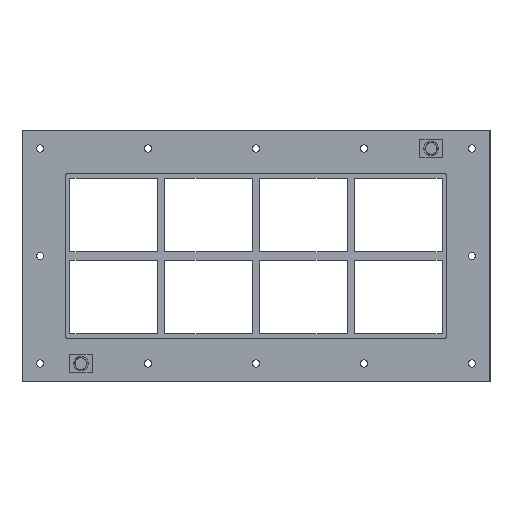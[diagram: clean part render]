
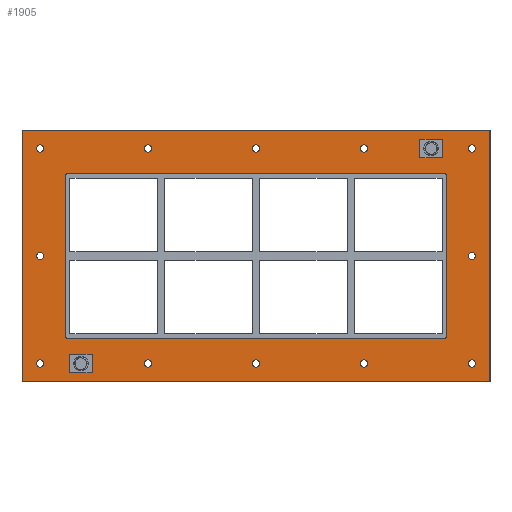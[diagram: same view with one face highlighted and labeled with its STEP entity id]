
A CAD part, front view. The second image highlights one B-rep face of the part: STEP entity #1905.
In plain terms, the highlighted planar face has unit normal (0, -1, 0).
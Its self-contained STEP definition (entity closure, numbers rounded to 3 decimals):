
#84=CARTESIAN_POINT('',(-292.,0.0,-148.0));
#85=VERTEX_POINT('',#84);
#86=CARTESIAN_POINT('',(-297.,0.0,-148.0));
#87=DIRECTION('',(0.0,1.0,0.0));
#88=DIRECTION('',(1.0,0.0,0.0));
#89=AXIS2_PLACEMENT_3D('',#86,#87,#88);
#90=CIRCLE('',#89,5.0);
#91=EDGE_CURVE('',#85,#85,#90,.T.);
#112=CARTESIAN_POINT('',(302.,0.0,0.0));
#113=VERTEX_POINT('',#112);
#114=CARTESIAN_POINT('',(297.,0.0,0.0));
#115=DIRECTION('',(0.0,1.0,0.0));
#116=DIRECTION('',(1.0,0.0,0.0));
#117=AXIS2_PLACEMENT_3D('',#114,#115,#116);
#118=CIRCLE('',#117,5.0);
#119=EDGE_CURVE('',#113,#113,#118,.T.);
#140=CARTESIAN_POINT('',(-292.,0.0,0.0));
#141=VERTEX_POINT('',#140);
#142=CARTESIAN_POINT('',(-297.,0.0,0.0));
#143=DIRECTION('',(0.0,1.0,0.0));
#144=DIRECTION('',(1.0,0.0,0.0));
#145=AXIS2_PLACEMENT_3D('',#142,#143,#144);
#146=CIRCLE('',#145,5.0);
#147=EDGE_CURVE('',#141,#141,#146,.T.);
#168=CARTESIAN_POINT('',(-143.5,0.0,148.0));
#169=VERTEX_POINT('',#168);
#170=CARTESIAN_POINT('',(-148.5,0.0,148.0));
#171=DIRECTION('',(0.0,1.0,0.0));
#172=DIRECTION('',(1.0,0.0,0.0));
#173=AXIS2_PLACEMENT_3D('',#170,#171,#172);
#174=CIRCLE('',#173,5.0);
#175=EDGE_CURVE('',#169,#169,#174,.T.);
#196=CARTESIAN_POINT('',(-143.5,0.0,-148.0));
#197=VERTEX_POINT('',#196);
#198=CARTESIAN_POINT('',(-148.5,0.0,-148.0));
#199=DIRECTION('',(0.0,1.0,0.0));
#200=DIRECTION('',(1.0,0.0,0.0));
#201=AXIS2_PLACEMENT_3D('',#198,#199,#200);
#202=CIRCLE('',#201,5.0);
#203=EDGE_CURVE('',#197,#197,#202,.T.);
#224=CARTESIAN_POINT('',(5.,0.0,148.0));
#225=VERTEX_POINT('',#224);
#226=CARTESIAN_POINT('',(0.,0.0,148.0));
#227=DIRECTION('',(0.0,1.0,0.0));
#228=DIRECTION('',(1.0,0.0,0.0));
#229=AXIS2_PLACEMENT_3D('',#226,#227,#228);
#230=CIRCLE('',#229,5.0);
#231=EDGE_CURVE('',#225,#225,#230,.T.);
#252=CARTESIAN_POINT('',(5.,0.0,-148.0));
#253=VERTEX_POINT('',#252);
#254=CARTESIAN_POINT('',(0.,0.0,-148.0));
#255=DIRECTION('',(0.0,1.0,0.0));
#256=DIRECTION('',(1.0,0.0,0.0));
#257=AXIS2_PLACEMENT_3D('',#254,#255,#256);
#258=CIRCLE('',#257,5.0);
#259=EDGE_CURVE('',#253,#253,#258,.T.);
#280=CARTESIAN_POINT('',(153.5,0.0,148.0));
#281=VERTEX_POINT('',#280);
#282=CARTESIAN_POINT('',(148.5,0.0,148.0));
#283=DIRECTION('',(0.0,1.0,0.0));
#284=DIRECTION('',(1.0,0.0,0.0));
#285=AXIS2_PLACEMENT_3D('',#282,#283,#284);
#286=CIRCLE('',#285,5.0);
#287=EDGE_CURVE('',#281,#281,#286,.T.);
#308=CARTESIAN_POINT('',(153.5,0.0,-148.0));
#309=VERTEX_POINT('',#308);
#310=CARTESIAN_POINT('',(148.5,0.0,-148.0));
#311=DIRECTION('',(0.0,1.0,0.0));
#312=DIRECTION('',(1.0,0.0,0.0));
#313=AXIS2_PLACEMENT_3D('',#310,#311,#312);
#314=CIRCLE('',#313,5.0);
#315=EDGE_CURVE('',#309,#309,#314,.T.);
#336=CARTESIAN_POINT('',(302.,0.0,-148.0));
#337=VERTEX_POINT('',#336);
#338=CARTESIAN_POINT('',(297.,0.0,-148.0));
#339=DIRECTION('',(0.0,1.0,0.0));
#340=DIRECTION('',(1.0,0.0,0.0));
#341=AXIS2_PLACEMENT_3D('',#338,#339,#340);
#342=CIRCLE('',#341,5.0);
#343=EDGE_CURVE('',#337,#337,#342,.T.);
#364=CARTESIAN_POINT('',(-292.,0.0,148.0));
#365=VERTEX_POINT('',#364);
#366=CARTESIAN_POINT('',(-297.,0.0,148.0));
#367=DIRECTION('',(0.0,1.0,0.0));
#368=DIRECTION('',(1.0,0.0,0.0));
#369=AXIS2_PLACEMENT_3D('',#366,#367,#368);
#370=CIRCLE('',#369,5.0);
#371=EDGE_CURVE('',#365,#365,#370,.T.);
#392=CARTESIAN_POINT('',(302.,0.0,148.0));
#393=VERTEX_POINT('',#392);
#394=CARTESIAN_POINT('',(297.,0.0,148.0));
#395=DIRECTION('',(0.0,1.0,0.0));
#396=DIRECTION('',(1.0,0.0,0.0));
#397=AXIS2_PLACEMENT_3D('',#394,#395,#396);
#398=CIRCLE('',#397,5.0);
#399=EDGE_CURVE('',#393,#393,#398,.T.);
#1760=CARTESIAN_POINT('',(0.,0.0,0.));
#1761=DIRECTION('',(0.0,1.0,0.0));
#1762=DIRECTION('',(0.0,0.0,1.0));
#1763=AXIS2_PLACEMENT_3D('',#1760,#1761,#1762);
#1764=PLANE('',#1763);
#1765=CARTESIAN_POINT('',(-322.,0.0,173.));
#1766=VERTEX_POINT('',#1765);
#1767=CARTESIAN_POINT('',(322.0,0.0,173.));
#1768=VERTEX_POINT('',#1767);
#1769=CARTESIAN_POINT('',(-322.,0.0,173.));
#1770=DIRECTION('',(1.0,0.0,0.0));
#1771=VECTOR('',#1770,644.0);
#1772=LINE('',#1769,#1771);
#1773=EDGE_CURVE('',#1766,#1768,#1772,.T.);
#1774=ORIENTED_EDGE('',*,*,#1773,.F.);
#1775=CARTESIAN_POINT('',(-322.,0.0,-173.0));
#1776=VERTEX_POINT('',#1775);
#1777=CARTESIAN_POINT('',(-322.,0.0,-173.0));
#1778=DIRECTION('',(0.0,0.0,1.0));
#1779=VECTOR('',#1778,346.);
#1780=LINE('',#1777,#1779);
#1781=EDGE_CURVE('',#1776,#1766,#1780,.T.);
#1782=ORIENTED_EDGE('',*,*,#1781,.F.);
#1783=CARTESIAN_POINT('',(322.0,0.0,-173.0));
#1784=VERTEX_POINT('',#1783);
#1785=CARTESIAN_POINT('',(322.0,0.0,-173.0));
#1786=DIRECTION('',(-1.0,0.0,0.0));
#1787=VECTOR('',#1786,644.0);
#1788=LINE('',#1785,#1787);
#1789=EDGE_CURVE('',#1784,#1776,#1788,.T.);
#1790=ORIENTED_EDGE('',*,*,#1789,.F.);
#1791=CARTESIAN_POINT('',(322.0,0.0,173.));
#1792=DIRECTION('',(0.0,0.0,-1.0));
#1793=VECTOR('',#1792,346.);
#1794=LINE('',#1791,#1793);
#1795=EDGE_CURVE('',#1768,#1784,#1794,.T.);
#1796=ORIENTED_EDGE('',*,*,#1795,.F.);
#1797=EDGE_LOOP('',(#1774,#1782,#1790,#1796));
#1798=FACE_OUTER_BOUND('',#1797,.T.);
#1799=ORIENTED_EDGE('',*,*,#91,.T.);
#1800=EDGE_LOOP('',(#1799));
#1801=FACE_BOUND('',#1800,.T.);
#1802=ORIENTED_EDGE('',*,*,#119,.T.);
#1803=EDGE_LOOP('',(#1802));
#1804=FACE_BOUND('',#1803,.T.);
#1805=ORIENTED_EDGE('',*,*,#147,.T.);
#1806=EDGE_LOOP('',(#1805));
#1807=FACE_BOUND('',#1806,.T.);
#1808=ORIENTED_EDGE('',*,*,#175,.T.);
#1809=EDGE_LOOP('',(#1808));
#1810=FACE_BOUND('',#1809,.T.);
#1811=ORIENTED_EDGE('',*,*,#203,.T.);
#1812=EDGE_LOOP('',(#1811));
#1813=FACE_BOUND('',#1812,.T.);
#1814=ORIENTED_EDGE('',*,*,#231,.T.);
#1815=EDGE_LOOP('',(#1814));
#1816=FACE_BOUND('',#1815,.T.);
#1817=ORIENTED_EDGE('',*,*,#259,.T.);
#1818=EDGE_LOOP('',(#1817));
#1819=FACE_BOUND('',#1818,.T.);
#1820=ORIENTED_EDGE('',*,*,#287,.T.);
#1821=EDGE_LOOP('',(#1820));
#1822=FACE_BOUND('',#1821,.T.);
#1823=ORIENTED_EDGE('',*,*,#315,.T.);
#1824=EDGE_LOOP('',(#1823));
#1825=FACE_BOUND('',#1824,.T.);
#1826=ORIENTED_EDGE('',*,*,#343,.T.);
#1827=EDGE_LOOP('',(#1826));
#1828=FACE_BOUND('',#1827,.T.);
#1829=ORIENTED_EDGE('',*,*,#371,.T.);
#1830=EDGE_LOOP('',(#1829));
#1831=FACE_BOUND('',#1830,.T.);
#1832=ORIENTED_EDGE('',*,*,#399,.T.);
#1833=EDGE_LOOP('',(#1832));
#1834=FACE_BOUND('',#1833,.T.);
#1835=CARTESIAN_POINT('',(-260.0,0.0,113.));
#1836=VERTEX_POINT('',#1835);
#1837=CARTESIAN_POINT('',(-262.0,0.0,111.));
#1838=VERTEX_POINT('',#1837);
#1839=CARTESIAN_POINT('',(-260.0,0.0,111.));
#1840=DIRECTION('',(0.0,-1.0,0.0));
#1841=DIRECTION('',(-0.707,0.0,0.707));
#1842=AXIS2_PLACEMENT_3D('',#1839,#1840,#1841);
#1843=CIRCLE('',#1842,2.0);
#1844=EDGE_CURVE('',#1836,#1838,#1843,.T.);
#1845=ORIENTED_EDGE('',*,*,#1844,.F.);
#1846=CARTESIAN_POINT('',(260.0,0.0,113.));
#1847=VERTEX_POINT('',#1846);
#1848=CARTESIAN_POINT('',(260.0,0.0,113.));
#1849=DIRECTION('',(-1.0,0.0,0.0));
#1850=VECTOR('',#1849,520.0);
#1851=LINE('',#1848,#1850);
#1852=EDGE_CURVE('',#1847,#1836,#1851,.T.);
#1853=ORIENTED_EDGE('',*,*,#1852,.F.);
#1854=CARTESIAN_POINT('',(262.0,0.0,111.));
#1855=VERTEX_POINT('',#1854);
#1856=CARTESIAN_POINT('',(260.0,0.0,111.));
#1857=DIRECTION('',(0.0,-1.0,0.0));
#1858=DIRECTION('',(0.707,0.0,0.707));
#1859=AXIS2_PLACEMENT_3D('',#1856,#1857,#1858);
#1860=CIRCLE('',#1859,2.0);
#1861=EDGE_CURVE('',#1855,#1847,#1860,.T.);
#1862=ORIENTED_EDGE('',*,*,#1861,.F.);
#1863=CARTESIAN_POINT('',(262.0,0.0,-111.));
#1864=VERTEX_POINT('',#1863);
#1865=CARTESIAN_POINT('',(262.0,0.0,-111.));
#1866=DIRECTION('',(0.0,0.0,1.0));
#1867=VECTOR('',#1866,222.);
#1868=LINE('',#1865,#1867);
#1869=EDGE_CURVE('',#1864,#1855,#1868,.T.);
#1870=ORIENTED_EDGE('',*,*,#1869,.F.);
#1871=CARTESIAN_POINT('',(260.0,0.0,-113.));
#1872=VERTEX_POINT('',#1871);
#1873=CARTESIAN_POINT('',(260.0,0.0,-111.));
#1874=DIRECTION('',(0.0,-1.0,0.0));
#1875=DIRECTION('',(0.707,0.0,-0.707));
#1876=AXIS2_PLACEMENT_3D('',#1873,#1874,#1875);
#1877=CIRCLE('',#1876,2.0);
#1878=EDGE_CURVE('',#1872,#1864,#1877,.T.);
#1879=ORIENTED_EDGE('',*,*,#1878,.F.);
#1880=CARTESIAN_POINT('',(-260.0,0.0,-113.));
#1881=VERTEX_POINT('',#1880);
#1882=CARTESIAN_POINT('',(-260.0,0.0,-113.));
#1883=DIRECTION('',(1.0,0.0,0.0));
#1884=VECTOR('',#1883,520.0);
#1885=LINE('',#1882,#1884);
#1886=EDGE_CURVE('',#1881,#1872,#1885,.T.);
#1887=ORIENTED_EDGE('',*,*,#1886,.F.);
#1888=CARTESIAN_POINT('',(-262.0,0.0,-111.));
#1889=VERTEX_POINT('',#1888);
#1890=CARTESIAN_POINT('',(-260.0,0.0,-111.));
#1891=DIRECTION('',(0.0,-1.0,0.0));
#1892=DIRECTION('',(-0.707,0.0,-0.707));
#1893=AXIS2_PLACEMENT_3D('',#1890,#1891,#1892);
#1894=CIRCLE('',#1893,2.0);
#1895=EDGE_CURVE('',#1889,#1881,#1894,.T.);
#1896=ORIENTED_EDGE('',*,*,#1895,.F.);
#1897=CARTESIAN_POINT('',(-262.0,0.0,111.));
#1898=DIRECTION('',(0.0,0.0,-1.0));
#1899=VECTOR('',#1898,222.);
#1900=LINE('',#1897,#1899);
#1901=EDGE_CURVE('',#1838,#1889,#1900,.T.);
#1902=ORIENTED_EDGE('',*,*,#1901,.F.);
#1903=EDGE_LOOP('',(#1845,#1853,#1862,#1870,#1879,#1887,#1896,#1902));
#1904=FACE_BOUND('',#1903,.T.);
#1905=ADVANCED_FACE('',(#1798,#1801,#1804,#1807,#1810,#1813,#1816,#1819,#1822,#1825,#1828,#1831,#1834,#1904),#1764,.F.);
